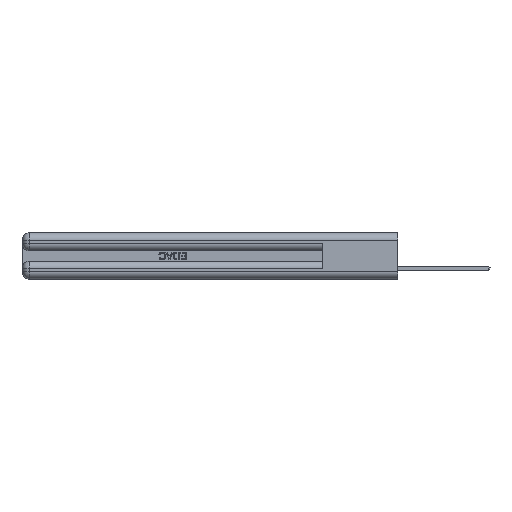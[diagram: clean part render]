
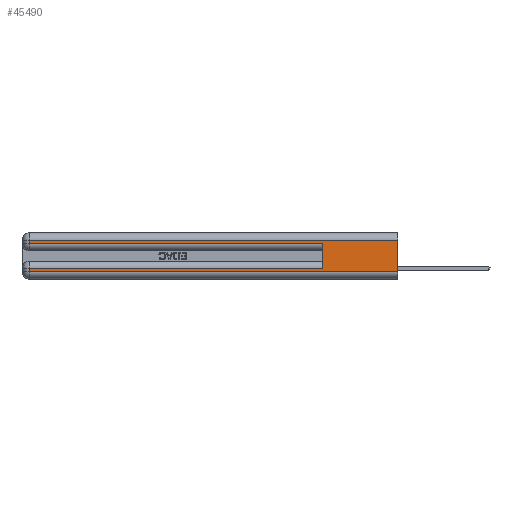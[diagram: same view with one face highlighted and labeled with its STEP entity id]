
A CAD part, left-side view. The second image highlights one B-rep face of the part: STEP entity #45490.
In plain terms, the highlighted planar face has unit normal (-1, 0, 0).
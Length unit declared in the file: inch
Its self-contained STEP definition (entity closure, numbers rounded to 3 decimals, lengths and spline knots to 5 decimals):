
#893 = DIRECTION ( 'NONE',  ( 0., 0., -1. ) ) ;
#1237 = CARTESIAN_POINT ( 'NONE',  ( 0., 0., 0.37 ) ) ;
#3169 = CARTESIAN_POINT ( 'NONE',  ( 0., 0., 0.31 ) ) ;
#3216 = FACE_OUTER_BOUND ( 'NONE', #6120, .T. ) ;
#3611 = VERTEX_POINT ( 'NONE', #37263 ) ;
#4091 = CARTESIAN_POINT ( 'NONE',  ( 0., 2.94, 0.285 ) ) ;
#6120 = EDGE_LOOP ( 'NONE', ( #26032, #28012, #48401, #17695, #17325, #18885, #17696, #15290 ) ) ;
#6256 = EDGE_CURVE ( 'NONE', #18619, #35401, #26696, .T. ) ;
#7314 = DIRECTION ( 'NONE',  ( 0., 1., 0. ) ) ;
#7549 = VECTOR ( 'NONE', #23016, 39.37008 ) ;
#8261 = LINE ( 'NONE', #19954, #33778 ) ;
#8468 = EDGE_CURVE ( 'NONE', #31257, #27950, #8261, .T. ) ;
#10235 = CARTESIAN_POINT ( 'NONE',  ( 0., 0., 0.285 ) ) ;
#11493 = EDGE_CURVE ( 'NONE', #16377, #22467, #24127, .T. ) ;
#13007 = PLANE ( 'NONE',  #16779 ) ;
#13440 = DIRECTION ( 'NONE',  ( 0., 1., 0. ) ) ;
#13480 = LINE ( 'NONE', #45022, #52026 ) ;
#15290 = ORIENTED_EDGE ( 'NONE', *, *, #38784, .T. ) ;
#15660 = VECTOR ( 'NONE', #7314, 39.37008 ) ;
#15743 = CARTESIAN_POINT ( 'NONE',  ( 0., 2.94, 0.31 ) ) ;
#16377 = VERTEX_POINT ( 'NONE', #49165 ) ;
#16482 = LINE ( 'NONE', #29211, #37374 ) ;
#16779 = AXIS2_PLACEMENT_3D ( 'NONE', #1237, #21934, #893 ) ;
#17325 = ORIENTED_EDGE ( 'NONE', *, *, #11493, .F. ) ;
#17695 = ORIENTED_EDGE ( 'NONE', *, *, #36398, .T. ) ;
#17696 = ORIENTED_EDGE ( 'NONE', *, *, #8468, .T. ) ;
#18619 = VERTEX_POINT ( 'NONE', #36833 ) ;
#18885 = ORIENTED_EDGE ( 'NONE', *, *, #36819, .T. ) ;
#19954 = CARTESIAN_POINT ( 'NONE',  ( 0., 2.94, 0.37 ) ) ;
#21934 = DIRECTION ( 'NONE',  ( 1., 0., 0. ) ) ;
#22270 = CARTESIAN_POINT ( 'NONE',  ( 0., 0.6, 0.285 ) ) ;
#22379 = DIRECTION ( 'NONE',  ( 0., -1., 0. ) ) ;
#22467 = VERTEX_POINT ( 'NONE', #22270 ) ;
#22742 = CARTESIAN_POINT ( 'NONE',  ( 0., 2.94, 0.085 ) ) ;
#23016 = DIRECTION ( 'NONE',  ( 0., 0., -1. ) ) ;
#24127 = LINE ( 'NONE', #51818, #53475 ) ;
#25129 = CARTESIAN_POINT ( 'NONE',  ( 0., 0., 0.37 ) ) ;
#26032 = ORIENTED_EDGE ( 'NONE', *, *, #33962, .F. ) ;
#26696 = LINE ( 'NONE', #3169, #15660 ) ;
#27884 = DIRECTION ( 'NONE',  ( 0., 0., -1. ) ) ;
#27950 = VERTEX_POINT ( 'NONE', #33790 ) ;
#28012 = ORIENTED_EDGE ( 'NONE', *, *, #6256, .T. ) ;
#29211 = CARTESIAN_POINT ( 'NONE',  ( 0., 0., 0.085 ) ) ;
#31066 = DIRECTION ( 'NONE',  ( 0., 0., 1. ) ) ;
#31257 = VERTEX_POINT ( 'NONE', #22742 ) ;
#32634 = EDGE_CURVE ( 'NONE', #35401, #47040, #13480, .T. ) ;
#33021 = LINE ( 'NONE', #25129, #7549 ) ;
#33778 = VECTOR ( 'NONE', #48942, 39.37008 ) ;
#33790 = CARTESIAN_POINT ( 'NONE',  ( 0., 2.94, 0.06 ) ) ;
#33962 = EDGE_CURVE ( 'NONE', #18619, #3611, #33021, .T. ) ;
#35401 = VERTEX_POINT ( 'NONE', #15743 ) ;
#35403 = LINE ( 'NONE', #10235, #42495 ) ;
#36398 = EDGE_CURVE ( 'NONE', #47040, #22467, #35403, .T. ) ;
#36819 = EDGE_CURVE ( 'NONE', #16377, #31257, #16482, .T. ) ;
#36833 = CARTESIAN_POINT ( 'NONE',  ( 0., 0., 0.31 ) ) ;
#37263 = CARTESIAN_POINT ( 'NONE',  ( 0., 0., 0.06 ) ) ;
#37374 = VECTOR ( 'NONE', #13440, 39.37008 ) ;
#38305 = LINE ( 'NONE', #43975, #48804 ) ;
#38784 = EDGE_CURVE ( 'NONE', #27950, #3611, #38305, .T. ) ;
#42495 = VECTOR ( 'NONE', #43644, 39.37008 ) ;
#43644 = DIRECTION ( 'NONE',  ( 0., -1., 0. ) ) ;
#43975 = CARTESIAN_POINT ( 'NONE',  ( 0., 0., 0.06 ) ) ;
#45022 = CARTESIAN_POINT ( 'NONE',  ( 0., 2.94, 0.37 ) ) ;
#45490 = ADVANCED_FACE ( 'NONE', ( #3216 ), #13007, .F. ) ;
#47040 = VERTEX_POINT ( 'NONE', #4091 ) ;
#48401 = ORIENTED_EDGE ( 'NONE', *, *, #32634, .T. ) ;
#48804 = VECTOR ( 'NONE', #22379, 39.37008 ) ;
#48942 = DIRECTION ( 'NONE',  ( 0., 0., -1. ) ) ;
#49165 = CARTESIAN_POINT ( 'NONE',  ( 0., 0.6, 0.085 ) ) ;
#51818 = CARTESIAN_POINT ( 'NONE',  ( 0., 0.6, 0.145 ) ) ;
#52026 = VECTOR ( 'NONE', #27884, 39.37008 ) ;
#53475 = VECTOR ( 'NONE', #31066, 39.37008 ) ;
